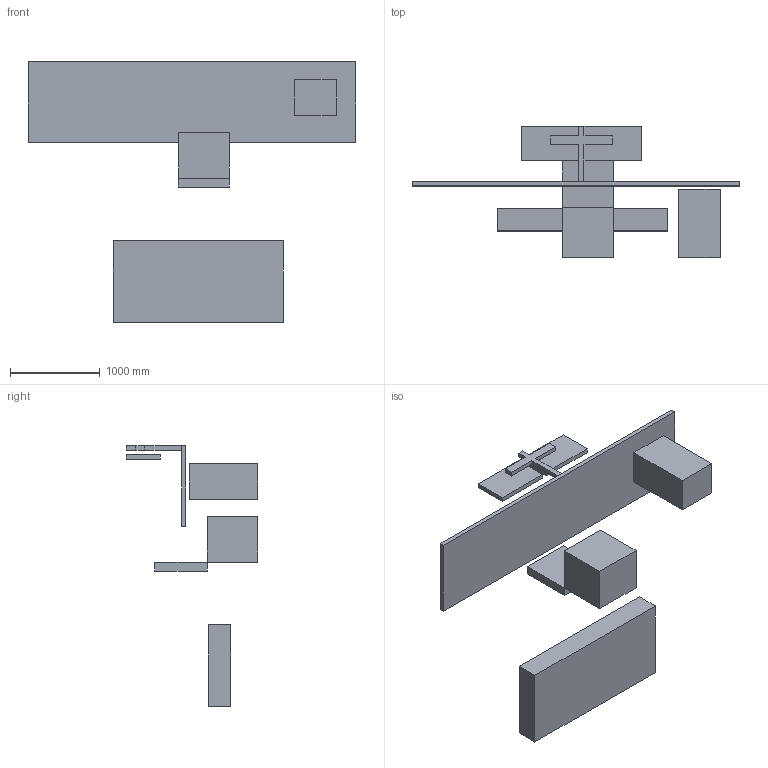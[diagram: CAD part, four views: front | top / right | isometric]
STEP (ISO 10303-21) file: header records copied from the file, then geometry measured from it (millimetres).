
FILE_DESCRIPTION(/* description */ (''),/* implementation_level */ '2;1');
FILE_NAME(/* name */ 'newroom.stp',/* time_stamp */ '2021-10-12T21:23:28+01:00',/* author */ (''),/* organization */ (''),/* preprocessor_version */ 'ST-DEVELOPER v18.1',/* originating_system */ 'Autodesk Translation Framework v10.10.0.1391',/* authorisation */ '');
FILE_SCHEMA (('AUTOMOTIVE_DESIGN { 1 0 10303 214 3 1 1 }'));
Length unit declared in the file: metre
Products named in the file (7): newroom; desk 1; bed (2); Component6; chair; lcd; AC
Assembly tree (6 placements, depth 2):
  newroom
    desk 1
    bed (2)
    Component6
    chair
    lcd
    AC
Bounding box: 3651 x 1465.71 x 2909.16 mm (x, y, z)
Volume: 965336872.9 mm3; surface area: 17796632.4 mm2
Topology: 8 solids, 8 shells, 56 faces, 120 edges, 80 vertices
Faces by surface type: plane 56
Entity records: 1707 total; most frequent: CARTESIAN_POINT 269, DIRECTION 258, ORIENTED_EDGE 240, LINE 120, VECTOR 120, EDGE_CURVE 120, VERTEX_POINT 80, AXIS2_PLACEMENT_3D 69
